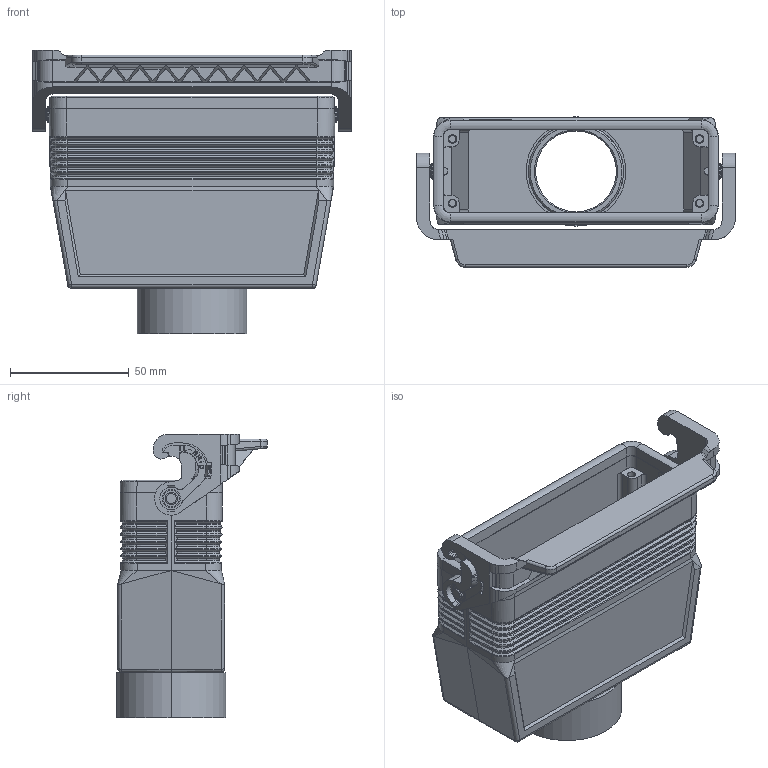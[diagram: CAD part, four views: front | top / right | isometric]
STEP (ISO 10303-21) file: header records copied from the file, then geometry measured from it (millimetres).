
FILE_DESCRIPTION(('Creo Elements/Direct Modeling STEP Export'),'2;1');
FILE_NAME('37jbk2e5ph5j8o53060','2023-03-02T11:13:06',(''),(''),'Creo Elements/Direct Modeling STEP processor for AP214 (Solid Model)','Creo Elements/Direct Modeling 20.1B 02-Apr-2019 (C) Parametric Technology GmbH','');
FILE_SCHEMA(('AUTOMOTIVE_DESIGN { 1 0 10303 214 1 1 1 1 }'));
Products named in the file (2): MLAV 24 LG40
Assembly tree (1 placements, depth 2):
  MLAV 24 LG40
    MLAV 24 LG40
Bounding box: 134 x 63.5 x 119.25 mm (x, y, z)
Volume: 139776.3 mm3; surface area: 78834.3 mm2
Topology: 1 solids, 1 shells, 1430 faces, 3681 edges, 2299 vertices
Faces by surface type: plane 805, cylinder 375, cone 116, torus 90, bspline 40, sphere 4
Entity records: 58944 total; most frequent: CARTESIAN_POINT 13411, ORIENTED_EDGE 7350, DIRECTION 6808, EDGE_CURVE 3673, VECTOR 2436, LINE 2436, VERTEX_POINT 2299, AXIS2_PLACEMENT_3D 2186
